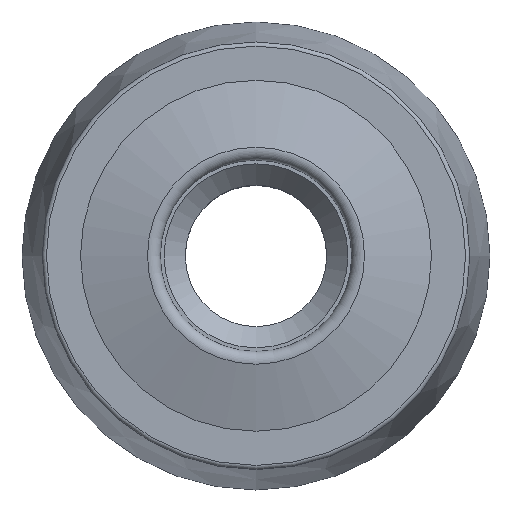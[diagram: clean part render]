
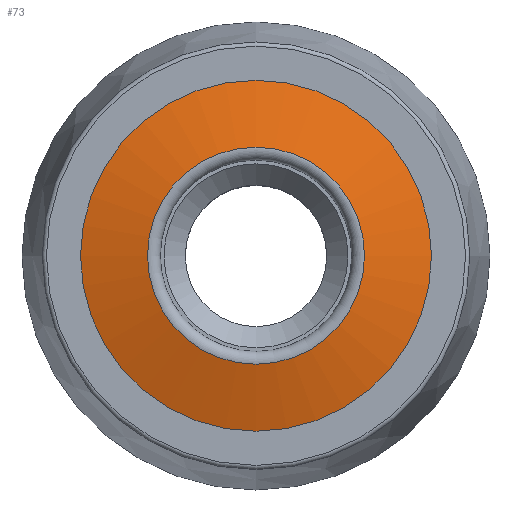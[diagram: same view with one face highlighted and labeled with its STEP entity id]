
A CAD part, top view. The second image highlights one B-rep face of the part: STEP entity #73.
In plain terms, the highlighted spherical face has radius 25 mm.
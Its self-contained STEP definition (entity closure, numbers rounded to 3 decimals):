
#73 = ADVANCED_FACE( '', ( #156, #157 ), #158, .T. );
#156 = FACE_OUTER_BOUND( '', #231, .T. );
#157 = FACE_OUTER_BOUND( '', #232, .T. );
#158 = SPHERICAL_SURFACE( '', #233, 25. );
#231 = EDGE_LOOP( '', ( #332 ) );
#232 = EDGE_LOOP( '', ( #333 ) );
#233 = AXIS2_PLACEMENT_3D( '', #334, #335, #336 );
#332 = ORIENTED_EDGE( '', *, *, #364, .T. );
#333 = ORIENTED_EDGE( '', *, *, #361, .T. );
#334 = CARTESIAN_POINT( '', ( 0., 0., -11. ) );
#335 = DIRECTION( '', ( 0., 0., 1. ) );
#336 = DIRECTION( '', ( 0., 1., 0. ) );
#361 = EDGE_CURVE( '', #408, #408, #409, .T. );
#364 = EDGE_CURVE( '', #412, #412, #413, .T. );
#408 = VERTEX_POINT( '', #459 );
#409 = CIRCLE( '', #460, 8.249 );
#412 = VERTEX_POINT( '', #463 );
#413 = CIRCLE( '', #464, 5.102 );
#459 = CARTESIAN_POINT( '', ( 8.249, 0., 12.6 ) );
#460 = AXIS2_PLACEMENT_3D( '', #512, #513, #514 );
#463 = CARTESIAN_POINT( '', ( -5.102, 0., 13.474 ) );
#464 = AXIS2_PLACEMENT_3D( '', #515, #516, #517 );
#512 = CARTESIAN_POINT( '', ( 0., 0., 12.6 ) );
#513 = DIRECTION( '', ( 0., 0., 1. ) );
#514 = DIRECTION( '', ( 1., 0., 0. ) );
#515 = CARTESIAN_POINT( '', ( 0., 0., 13.474 ) );
#516 = DIRECTION( '', ( 0., 0., -1. ) );
#517 = DIRECTION( '', ( -1., 0., 0. ) );
